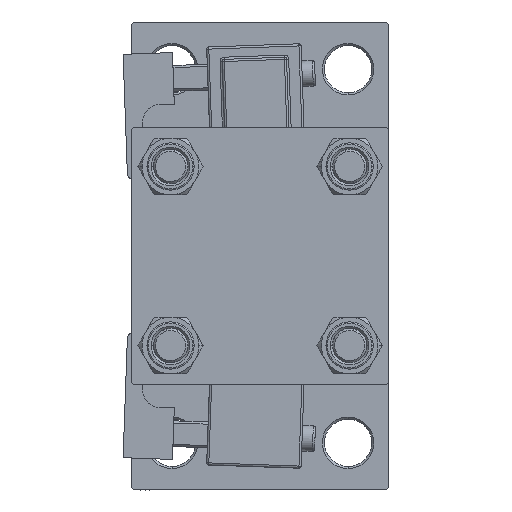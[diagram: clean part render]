
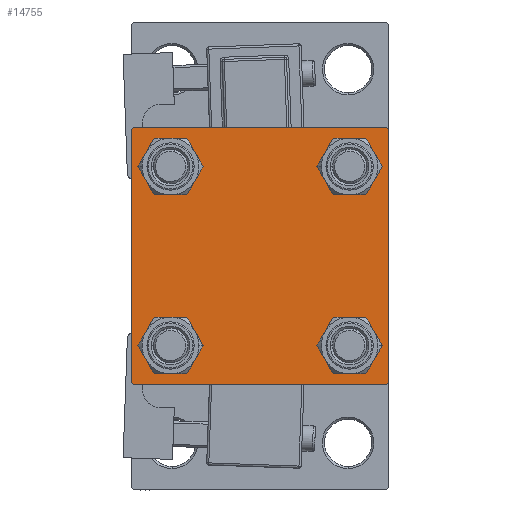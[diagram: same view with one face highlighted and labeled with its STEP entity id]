
A CAD part, left-side view. The second image highlights one B-rep face of the part: STEP entity #14755.
In plain terms, the highlighted planar face has unit normal (-1, 0, 0).
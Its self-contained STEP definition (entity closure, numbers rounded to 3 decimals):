
#13 = ORIENTED_EDGE ( 'NONE', *, *, #17670, .T. ) ;
#334 = VERTEX_POINT ( 'NONE', #41239 ) ;
#631 = EDGE_CURVE ( 'NONE', #11023, #14700, #16488, .T. ) ;
#757 = CARTESIAN_POINT ( 'NONE',  ( 0., 30., 30. ) ) ;
#899 = DIRECTION ( 'NONE',  ( 0., -0.707, -0.707 ) ) ;
#988 = VERTEX_POINT ( 'NONE', #42845 ) ;
#1179 = DIRECTION ( 'NONE',  ( 0., 0., 1. ) ) ;
#1302 = DIRECTION ( 'NONE',  ( 0., 0., -1. ) ) ;
#1972 = EDGE_CURVE ( 'NONE', #46983, #11023, #40807, .T. ) ;
#2660 = FACE_BOUND ( 'NONE', #45972, .T. ) ;
#2867 = EDGE_CURVE ( 'NONE', #14705, #334, #45726, .T. ) ;
#3358 = DIRECTION ( 'NONE',  ( 1., 0., 0. ) ) ;
#3903 = DIRECTION ( 'NONE',  ( 1., 0., 0. ) ) ;
#4338 = VECTOR ( 'NONE', #23669, 1000. ) ;
#4407 = CIRCLE ( 'NONE', #12697, 4.5 ) ;
#4525 = AXIS2_PLACEMENT_3D ( 'NONE', #12192, #20234, #32710 ) ;
#6012 = ORIENTED_EDGE ( 'NONE', *, *, #41878, .T. ) ;
#6087 = CARTESIAN_POINT ( 'NONE',  ( 0., -20.85, 20.85 ) ) ;
#6124 = EDGE_CURVE ( 'NONE', #20829, #24607, #26616, .T. ) ;
#6619 = ORIENTED_EDGE ( 'NONE', *, *, #22484, .T. ) ;
#7298 = CARTESIAN_POINT ( 'NONE',  ( 0., 20.85, -20.85 ) ) ;
#7313 = CARTESIAN_POINT ( 'NONE',  ( 0., 20.85, -16.35 ) ) ;
#7514 = VECTOR ( 'NONE', #1302, 1000. ) ;
#7799 = DIRECTION ( 'NONE',  ( 1., 0., 0. ) ) ;
#8178 = CARTESIAN_POINT ( 'NONE',  ( 0., 29.75, -29.75 ) ) ;
#8519 = ORIENTED_EDGE ( 'NONE', *, *, #2867, .F. ) ;
#8857 = CIRCLE ( 'NONE', #42873, 4.5 ) ;
#8862 = LINE ( 'NONE', #9372, #10995 ) ;
#9372 = CARTESIAN_POINT ( 'NONE',  ( 0., -29.75, 29.75 ) ) ;
#9583 = CIRCLE ( 'NONE', #39428, 4.5 ) ;
#9695 = FACE_BOUND ( 'NONE', #10507, .T. ) ;
#9721 = AXIS2_PLACEMENT_3D ( 'NONE', #49553, #18579, #10544 ) ;
#10021 = EDGE_CURVE ( 'NONE', #45573, #29780, #20749, .T. ) ;
#10473 = DIRECTION ( 'NONE',  ( 1., 0., 0. ) ) ;
#10507 = EDGE_LOOP ( 'NONE', ( #22111, #26275 ) ) ;
#10544 = DIRECTION ( 'NONE',  ( 0., 0., 1. ) ) ;
#10716 = CARTESIAN_POINT ( 'NONE',  ( 0., 0., 0. ) ) ;
#10995 = VECTOR ( 'NONE', #21298, 1000. ) ;
#11023 = VERTEX_POINT ( 'NONE', #27614 ) ;
#11844 = EDGE_LOOP ( 'NONE', ( #21341, #13924, #41291, #15834, #8519, #6012, #45453, #37650 ) ) ;
#12192 = CARTESIAN_POINT ( 'NONE',  ( 0., -20.85, -20.85 ) ) ;
#12697 = AXIS2_PLACEMENT_3D ( 'NONE', #19732, #7799, #45578 ) ;
#13268 = CARTESIAN_POINT ( 'NONE',  ( 0., 30., -30. ) ) ;
#13924 = ORIENTED_EDGE ( 'NONE', *, *, #631, .T. ) ;
#14591 = DIRECTION ( 'NONE',  ( 0., 0., 1. ) ) ;
#14700 = VERTEX_POINT ( 'NONE', #32048 ) ;
#14705 = VERTEX_POINT ( 'NONE', #32309 ) ;
#14755 = ADVANCED_FACE ( 'NONE', ( #34095, #2660, #9695, #41666, #22657 ), #22142, .T. ) ;
#15834 = ORIENTED_EDGE ( 'NONE', *, *, #50853, .T. ) ;
#16488 = LINE ( 'NONE', #8178, #48155 ) ;
#17670 = EDGE_CURVE ( 'NONE', #24607, #20829, #29430, .T. ) ;
#18232 = CARTESIAN_POINT ( 'NONE',  ( 0., -29.75, -29.75 ) ) ;
#18579 = DIRECTION ( 'NONE',  ( 1., 0., 0. ) ) ;
#18767 = EDGE_CURVE ( 'NONE', #23838, #50011, #9583, .T. ) ;
#19136 = AXIS2_PLACEMENT_3D ( 'NONE', #51017, #10473, #26326 ) ;
#19302 = ORIENTED_EDGE ( 'NONE', *, *, #21445, .T. ) ;
#19509 = LINE ( 'NONE', #39777, #4338 ) ;
#19575 = CIRCLE ( 'NONE', #49511, 4.5 ) ;
#19732 = CARTESIAN_POINT ( 'NONE',  ( 0., -20.85, 20.85 ) ) ;
#20234 = DIRECTION ( 'NONE',  ( 1., 0., 0. ) ) ;
#20424 = EDGE_CURVE ( 'NONE', #988, #33177, #19575, .T. ) ;
#20749 = LINE ( 'NONE', #757, #21770 ) ;
#20829 = VERTEX_POINT ( 'NONE', #37223 ) ;
#21298 = DIRECTION ( 'NONE',  ( 0., 0.707, 0.707 ) ) ;
#21341 = ORIENTED_EDGE ( 'NONE', *, *, #1972, .T. ) ;
#21445 = EDGE_CURVE ( 'NONE', #32151, #50710, #33711, .T. ) ;
#21770 = VECTOR ( 'NONE', #41033, 1000. ) ;
#22111 = ORIENTED_EDGE ( 'NONE', *, *, #26313, .T. ) ;
#22142 = PLANE ( 'NONE',  #36099 ) ;
#22484 = EDGE_CURVE ( 'NONE', #50710, #32151, #33782, .T. ) ;
#22657 = FACE_OUTER_BOUND ( 'NONE', #11844, .T. ) ;
#23669 = DIRECTION ( 'NONE',  ( 0., 0.707, -0.707 ) ) ;
#23838 = VERTEX_POINT ( 'NONE', #28668 ) ;
#24409 = CARTESIAN_POINT ( 'NONE',  ( 0., 29.5, 30. ) ) ;
#24607 = VERTEX_POINT ( 'NONE', #30001 ) ;
#25127 = EDGE_LOOP ( 'NONE', ( #19302, #6619 ) ) ;
#25899 = CARTESIAN_POINT ( 'NONE',  ( 0., -29.5, -30. ) ) ;
#26134 = EDGE_CURVE ( 'NONE', #14700, #34321, #37164, .T. ) ;
#26275 = ORIENTED_EDGE ( 'NONE', *, *, #18767, .T. ) ;
#26295 = CARTESIAN_POINT ( 'NONE',  ( 0., -29.5, 30. ) ) ;
#26313 = EDGE_CURVE ( 'NONE', #50011, #23838, #8857, .T. ) ;
#26326 = DIRECTION ( 'NONE',  ( 0., 0., 1. ) ) ;
#26616 = CIRCLE ( 'NONE', #19136, 4.5 ) ;
#27015 = DIRECTION ( 'NONE',  ( 1., 0., 0. ) ) ;
#27182 = CARTESIAN_POINT ( 'NONE',  ( 0., 30., 29.5 ) ) ;
#27614 = CARTESIAN_POINT ( 'NONE',  ( 0., 30., -29.5 ) ) ;
#28324 = CARTESIAN_POINT ( 'NONE',  ( 0., -20.85, 25.35 ) ) ;
#28668 = CARTESIAN_POINT ( 'NONE',  ( 0., 20.85, -25.35 ) ) ;
#29430 = CIRCLE ( 'NONE', #4525, 4.5 ) ;
#29449 = DIRECTION ( 'NONE',  ( 0., -0.707, 0.707 ) ) ;
#29780 = VERTEX_POINT ( 'NONE', #26295 ) ;
#29983 = VECTOR ( 'NONE', #29449, 1000. ) ;
#30001 = CARTESIAN_POINT ( 'NONE',  ( 0., -20.85, -16.35 ) ) ;
#32048 = CARTESIAN_POINT ( 'NONE',  ( 0., 29.5, -30. ) ) ;
#32151 = VERTEX_POINT ( 'NONE', #40169 ) ;
#32243 = DIRECTION ( 'NONE',  ( 0., -1., 0. ) ) ;
#32309 = CARTESIAN_POINT ( 'NONE',  ( 0., -30., 29.5 ) ) ;
#32710 = DIRECTION ( 'NONE',  ( 0., 0., 1. ) ) ;
#32910 = AXIS2_PLACEMENT_3D ( 'NONE', #51178, #27015, #42867 ) ;
#32918 = VECTOR ( 'NONE', #32243, 1000. ) ;
#33177 = VERTEX_POINT ( 'NONE', #28324 ) ;
#33711 = CIRCLE ( 'NONE', #32910, 4.5 ) ;
#33782 = CIRCLE ( 'NONE', #9721, 4.5 ) ;
#34095 = FACE_BOUND ( 'NONE', #50218, .T. ) ;
#34321 = VERTEX_POINT ( 'NONE', #25899 ) ;
#34789 = CARTESIAN_POINT ( 'NONE',  ( 0., 20.85, -20.85 ) ) ;
#35555 = DIRECTION ( 'NONE',  ( 0., 0., 1. ) ) ;
#36099 = AXIS2_PLACEMENT_3D ( 'NONE', #10716, #49475, #49982 ) ;
#37030 = DIRECTION ( 'NONE',  ( 1., 0., 0. ) ) ;
#37164 = LINE ( 'NONE', #13268, #32918 ) ;
#37223 = CARTESIAN_POINT ( 'NONE',  ( 0., -20.85, -25.35 ) ) ;
#37405 = CARTESIAN_POINT ( 'NONE',  ( 0., -30., 30. ) ) ;
#37650 = ORIENTED_EDGE ( 'NONE', *, *, #41871, .T. ) ;
#37940 = ORIENTED_EDGE ( 'NONE', *, *, #6124, .T. ) ;
#39428 = AXIS2_PLACEMENT_3D ( 'NONE', #7298, #3903, #14591 ) ;
#39777 = CARTESIAN_POINT ( 'NONE',  ( 0., 29.75, 29.75 ) ) ;
#40169 = CARTESIAN_POINT ( 'NONE',  ( 0., 20.85, 25.35 ) ) ;
#40807 = LINE ( 'NONE', #49388, #7514 ) ;
#41033 = DIRECTION ( 'NONE',  ( 0., -1., 0. ) ) ;
#41239 = CARTESIAN_POINT ( 'NONE',  ( 0., -30., -29.5 ) ) ;
#41291 = ORIENTED_EDGE ( 'NONE', *, *, #26134, .T. ) ;
#41400 = LINE ( 'NONE', #18232, #29983 ) ;
#41666 = FACE_BOUND ( 'NONE', #25127, .T. ) ;
#41871 = EDGE_CURVE ( 'NONE', #45573, #46983, #19509, .T. ) ;
#41878 = EDGE_CURVE ( 'NONE', #14705, #29780, #8862, .T. ) ;
#42192 = ORIENTED_EDGE ( 'NONE', *, *, #20424, .T. ) ;
#42845 = CARTESIAN_POINT ( 'NONE',  ( 0., -20.85, 16.35 ) ) ;
#42867 = DIRECTION ( 'NONE',  ( 0., 0., 1. ) ) ;
#42873 = AXIS2_PLACEMENT_3D ( 'NONE', #34789, #3358, #35555 ) ;
#44282 = CARTESIAN_POINT ( 'NONE',  ( 0., 20.85, 16.35 ) ) ;
#45453 = ORIENTED_EDGE ( 'NONE', *, *, #10021, .F. ) ;
#45469 = DIRECTION ( 'NONE',  ( 0., 0., -1. ) ) ;
#45573 = VERTEX_POINT ( 'NONE', #24409 ) ;
#45578 = DIRECTION ( 'NONE',  ( 0., 0., 1. ) ) ;
#45720 = VECTOR ( 'NONE', #45469, 1000. ) ;
#45726 = LINE ( 'NONE', #37405, #45720 ) ;
#45972 = EDGE_LOOP ( 'NONE', ( #13, #37940 ) ) ;
#46390 = EDGE_CURVE ( 'NONE', #33177, #988, #4407, .T. ) ;
#46983 = VERTEX_POINT ( 'NONE', #27182 ) ;
#48155 = VECTOR ( 'NONE', #899, 1000. ) ;
#49388 = CARTESIAN_POINT ( 'NONE',  ( 0., 30., 30. ) ) ;
#49475 = DIRECTION ( 'NONE',  ( -1., 0., 0. ) ) ;
#49511 = AXIS2_PLACEMENT_3D ( 'NONE', #6087, #37030, #1179 ) ;
#49553 = CARTESIAN_POINT ( 'NONE',  ( 0., 20.85, 20.85 ) ) ;
#49982 = DIRECTION ( 'NONE',  ( 0., 0., 1. ) ) ;
#50011 = VERTEX_POINT ( 'NONE', #7313 ) ;
#50218 = EDGE_LOOP ( 'NONE', ( #50493, #42192 ) ) ;
#50493 = ORIENTED_EDGE ( 'NONE', *, *, #46390, .T. ) ;
#50710 = VERTEX_POINT ( 'NONE', #44282 ) ;
#50853 = EDGE_CURVE ( 'NONE', #34321, #334, #41400, .T. ) ;
#51017 = CARTESIAN_POINT ( 'NONE',  ( 0., -20.85, -20.85 ) ) ;
#51178 = CARTESIAN_POINT ( 'NONE',  ( 0., 20.85, 20.85 ) ) ;
